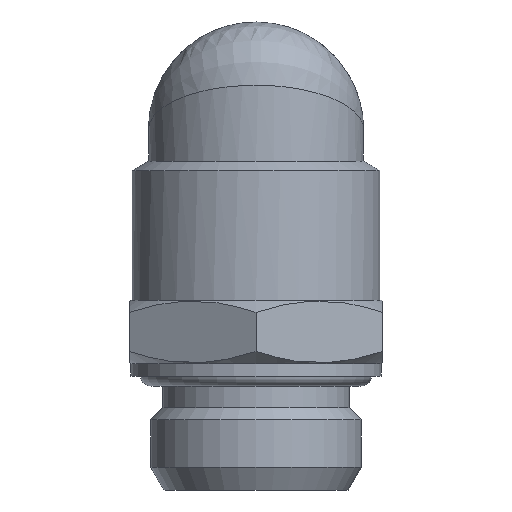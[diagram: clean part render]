
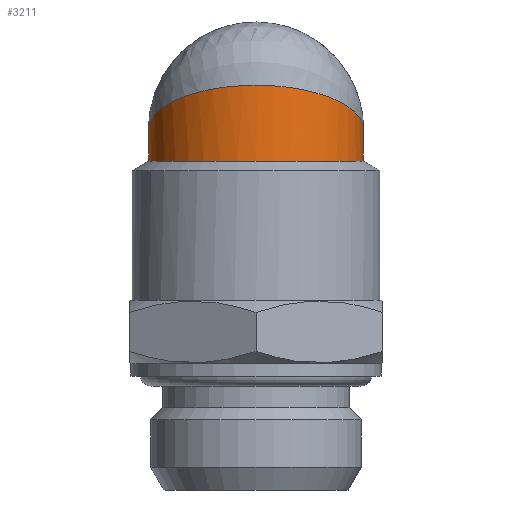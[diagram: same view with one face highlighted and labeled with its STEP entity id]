
A CAD part, left-side view. The second image highlights one B-rep face of the part: STEP entity #3211.
In plain terms, the highlighted cylindrical face has radius 8.5 mm (diameter 17 mm), a partial arc.
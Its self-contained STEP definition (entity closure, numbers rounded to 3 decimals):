
#12=ELLIPSE('',#3119,12.021,8.5);
#13=ELLIPSE('',#3120,12.021,8.5);
#20=(
BOUNDED_CURVE()
B_SPLINE_CURVE(3,(#2835,#2836,#2837,#2838,#2839,#2840,#2841,#2842,#2843,
#2844,#2845,#2846,#2847,#2848,#2849,#2850,#2851,#2852,#2853,#2854,#2855,
#2856,#2857,#2858,#2859,#2860,#2861,#2862,#2863,#2864),.UNSPECIFIED.,.U.,
 .U.)
B_SPLINE_CURVE_WITH_KNOTS((4,1,1,1,1,1,1,1,1,1,1,1,1,1,1,1,1,1,1,1,1,1,
1,1,1,1,1,4),(0.,0.02,0.057,0.094,
0.132,0.169,0.207,0.245,
0.284,0.324,0.364,0.405,0.446,
0.488,0.512,0.554,0.595,0.636,
0.676,0.716,0.755,0.793,
0.831,0.868,0.906,0.943,
0.98,1.),.UNSPECIFIED.)
CURVE()
GEOMETRIC_REPRESENTATION_ITEM()
RATIONAL_B_SPLINE_CURVE((1.,1.,1.,1.,1.,1.,1.,1.,1.,1.,1.,1.,1.,1.,1.,1.,
1.,1.,1.,1.,1.,1.,1.,1.,1.,1.,1.,1.,1.,1.))
REPRESENTATION_ITEM('')
);
#1023=ORIENTED_EDGE('',*,*,#1232,.T.);
#1024=ORIENTED_EDGE('',*,*,#1234,.F.);
#1025=ORIENTED_EDGE('',*,*,#1228,.T.);
#1026=ORIENTED_EDGE('',*,*,#1235,.F.);
#1092=CIRCLE('',#3122,8.5);
#1155=VERTEX_POINT('',#2499);
#1156=VERTEX_POINT('',#2500);
#1159=VERTEX_POINT('',#2780);
#1160=VERTEX_POINT('',#2801);
#1228=EDGE_CURVE('',#1155,#1156,#12,.T.);
#1232=EDGE_CURVE('',#1160,#1159,#13,.T.);
#1234=EDGE_CURVE('',#1155,#1159,#1092,.T.);
#1235=EDGE_CURVE('',#1160,#1156,#20,.T.);
#1333=EDGE_LOOP('',(#1023,#1024,#1025,#1026));
#1441=FACE_BOUND('',#1333,.T.);
#1678=DIRECTION('',(-0.707,-0.707,0.));
#1679=DIRECTION('',(0.707,-0.707,0.));
#1680=DIRECTION('',(-0.707,-0.707,0.));
#1681=DIRECTION('',(-0.707,0.707,0.));
#1682=DIRECTION('',(1.,0.,0.));
#1683=DIRECTION('',(0.,-1.,0.));
#1684=DIRECTION('',(-1.,0.,0.));
#1685=DIRECTION('',(0.,2.5,-8.124));
#2499=CARTESIAN_POINT('',(6.664,-12.252,-8.124));
#2500=CARTESIAN_POINT('',(9.164,-14.752,-8.5));
#2501=CARTESIAN_POINT('',(9.164,-14.752,0.));
#2780=CARTESIAN_POINT('',(6.664,-12.252,8.124));
#2801=CARTESIAN_POINT('',(9.164,-14.752,8.5));
#2802=CARTESIAN_POINT('',(9.164,-14.752,0.));
#2833=CARTESIAN_POINT('',(-17.733,-14.752,0.));
#2834=CARTESIAN_POINT('',(6.664,-14.752,0.));
#2835=CARTESIAN_POINT('',(9.164,-14.752,8.5));
#2836=CARTESIAN_POINT('',(9.234,-14.92,8.5));
#2837=CARTESIAN_POINT('',(9.434,-15.408,8.486));
#2838=CARTESIAN_POINT('',(9.765,-16.212,8.392));
#2839=CARTESIAN_POINT('',(10.152,-17.151,8.174));
#2840=CARTESIAN_POINT('',(10.529,-18.066,7.847));
#2841=CARTESIAN_POINT('',(10.892,-18.948,7.414));
#2842=CARTESIAN_POINT('',(11.238,-19.787,6.873));
#2843=CARTESIAN_POINT('',(11.56,-20.571,6.224));
#2844=CARTESIAN_POINT('',(11.855,-21.287,5.469));
#2845=CARTESIAN_POINT('',(12.116,-21.921,4.61));
#2846=CARTESIAN_POINT('',(12.336,-22.454,3.653));
#2847=CARTESIAN_POINT('',(12.506,-22.868,2.608));
#2848=CARTESIAN_POINT('',(12.621,-23.147,1.491));
#2849=CARTESIAN_POINT('',(12.665,-23.254,0.501));
#2850=CARTESIAN_POINT('',(12.665,-23.254,-0.501));
#2851=CARTESIAN_POINT('',(12.621,-23.147,-1.491));
#2852=CARTESIAN_POINT('',(12.506,-22.868,-2.608));
#2853=CARTESIAN_POINT('',(12.336,-22.454,-3.653));
#2854=CARTESIAN_POINT('',(12.116,-21.921,-4.61));
#2855=CARTESIAN_POINT('',(11.855,-21.287,-5.469));
#2856=CARTESIAN_POINT('',(11.56,-20.571,-6.224));
#2857=CARTESIAN_POINT('',(11.238,-19.787,-6.873));
#2858=CARTESIAN_POINT('',(10.892,-18.948,-7.414));
#2859=CARTESIAN_POINT('',(10.529,-18.066,-7.847));
#2860=CARTESIAN_POINT('',(10.152,-17.151,-8.174));
#2861=CARTESIAN_POINT('',(9.765,-16.212,-8.392));
#2862=CARTESIAN_POINT('',(9.434,-15.408,-8.486));
#2863=CARTESIAN_POINT('',(9.234,-14.92,-8.5));
#2864=CARTESIAN_POINT('',(9.164,-14.752,-8.5));
#3119=AXIS2_PLACEMENT_3D('',#2501,#1678,#1679);
#3120=AXIS2_PLACEMENT_3D('',#2802,#1680,#1681);
#3121=AXIS2_PLACEMENT_3D('',#2833,#1682,#1683);
#3122=AXIS2_PLACEMENT_3D('',#2834,#1684,#1685);
#3158=CYLINDRICAL_SURFACE('',#3121,8.5);
#3211=ADVANCED_FACE('',(#1441),#3158,.T.);
